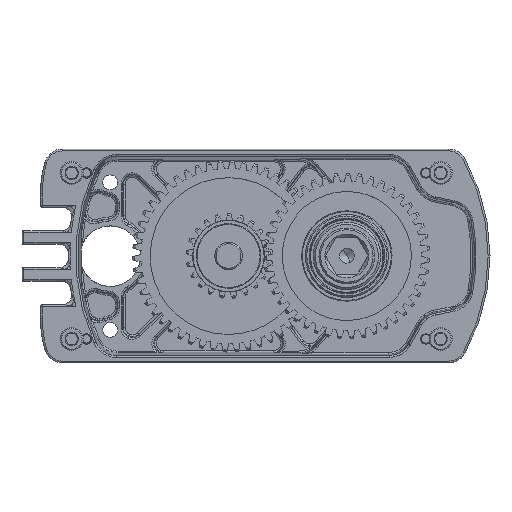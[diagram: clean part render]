
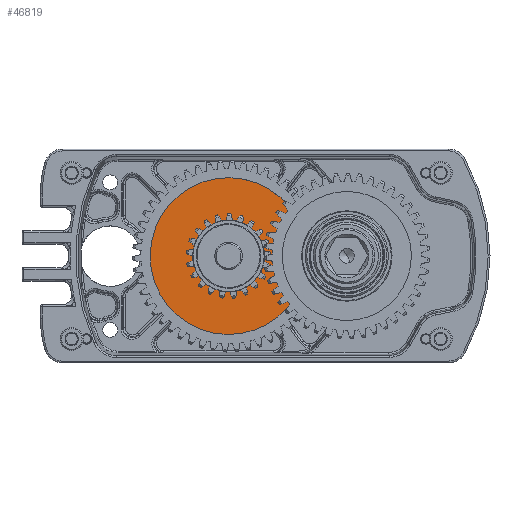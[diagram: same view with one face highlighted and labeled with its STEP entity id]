
A CAD part, top view. The second image highlights one B-rep face of the part: STEP entity #46819.
In plain terms, the highlighted face is planar.
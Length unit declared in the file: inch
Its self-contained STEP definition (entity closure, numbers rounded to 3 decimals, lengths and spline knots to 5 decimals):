
#389 = CARTESIAN_POINT ( 'NONE',  ( 0.1375, 0., 0. ) ) ;
#2007 = EDGE_CURVE ( 'NONE', #43590, #89346, #37640, .T. ) ;
#4198 = DIRECTION ( 'NONE',  ( 0., 0., -1. ) ) ;
#6155 = ORIENTED_EDGE ( 'NONE', *, *, #44075, .T. ) ;
#6394 = EDGE_CURVE ( 'NONE', #59649, #75592, #48937, .T. ) ;
#8089 = AXIS2_PLACEMENT_3D ( 'NONE', #15032, #74563, #75528 ) ;
#8231 = EDGE_LOOP ( 'NONE', ( #6155, #37335 ) ) ;
#10772 = CARTESIAN_POINT ( 'NONE',  ( 0.1375, 0., 0. ) ) ;
#11668 = DIRECTION ( 'NONE',  ( 1., 0., 0. ) ) ;
#13933 = DIRECTION ( 'NONE',  ( 0., 0., -1. ) ) ;
#15032 = CARTESIAN_POINT ( 'NONE',  ( 0.1375, 0., 0. ) ) ;
#19191 = AXIS2_PLACEMENT_3D ( 'NONE', #75421, #36249, #13933 ) ;
#22225 = CARTESIAN_POINT ( 'NONE',  ( 0.1375, 0., -1.0625 ) ) ;
#28376 = AXIS2_PLACEMENT_3D ( 'NONE', #10772, #86199, #79239 ) ;
#28529 = CARTESIAN_POINT ( 'NONE',  ( 0.1375, 0., 0. ) ) ;
#28934 = CARTESIAN_POINT ( 'NONE',  ( 0.1375, 0., -0.2625 ) ) ;
#36249 = DIRECTION ( 'NONE',  ( 1., 0., 0. ) ) ;
#37284 = EDGE_CURVE ( 'NONE', #75592, #59649, #71463, .T. ) ;
#37335 = ORIENTED_EDGE ( 'NONE', *, *, #2007, .T. ) ;
#37640 = CIRCLE ( 'NONE', #94608, 0.2625 ) ;
#38571 = DIRECTION ( 'NONE',  ( 0., 0., -1. ) ) ;
#40988 = AXIS2_PLACEMENT_3D ( 'NONE', #389, #81747, #38571 ) ;
#41979 = ORIENTED_EDGE ( 'NONE', *, *, #37284, .F. ) ;
#43590 = VERTEX_POINT ( 'NONE', #74978 ) ;
#44075 = EDGE_CURVE ( 'NONE', #89346, #43590, #96355, .T. ) ;
#45154 = EDGE_LOOP ( 'NONE', ( #41979, #84588 ) ) ;
#46819 = ADVANCED_FACE ( 'NONE', ( #91368, #97336 ), #75058, .F. ) ;
#48937 = CIRCLE ( 'NONE', #40988, 1.0625 ) ;
#59649 = VERTEX_POINT ( 'NONE', #22225 ) ;
#69734 = CARTESIAN_POINT ( 'NONE',  ( 0.1375, 0., 1.0625 ) ) ;
#71463 = CIRCLE ( 'NONE', #19191, 1.0625 ) ;
#74563 = DIRECTION ( 'NONE',  ( 1., 0., 0. ) ) ;
#74978 = CARTESIAN_POINT ( 'NONE',  ( 0.1375, 0., 0.2625 ) ) ;
#75058 = PLANE ( 'NONE',  #8089 ) ;
#75421 = CARTESIAN_POINT ( 'NONE',  ( 0.1375, 0., 0. ) ) ;
#75528 = DIRECTION ( 'NONE',  ( 0., 0., -1. ) ) ;
#75592 = VERTEX_POINT ( 'NONE', #69734 ) ;
#79239 = DIRECTION ( 'NONE',  ( 0., 0., -1. ) ) ;
#81747 = DIRECTION ( 'NONE',  ( 1., 0., 0. ) ) ;
#84588 = ORIENTED_EDGE ( 'NONE', *, *, #6394, .F. ) ;
#86199 = DIRECTION ( 'NONE',  ( 1., 0., 0. ) ) ;
#89346 = VERTEX_POINT ( 'NONE', #28934 ) ;
#91368 = FACE_OUTER_BOUND ( 'NONE', #45154, .T. ) ;
#94608 = AXIS2_PLACEMENT_3D ( 'NONE', #28529, #11668, #4198 ) ;
#96355 = CIRCLE ( 'NONE', #28376, 0.2625 ) ;
#97336 = FACE_BOUND ( 'NONE', #8231, .T. ) ;
